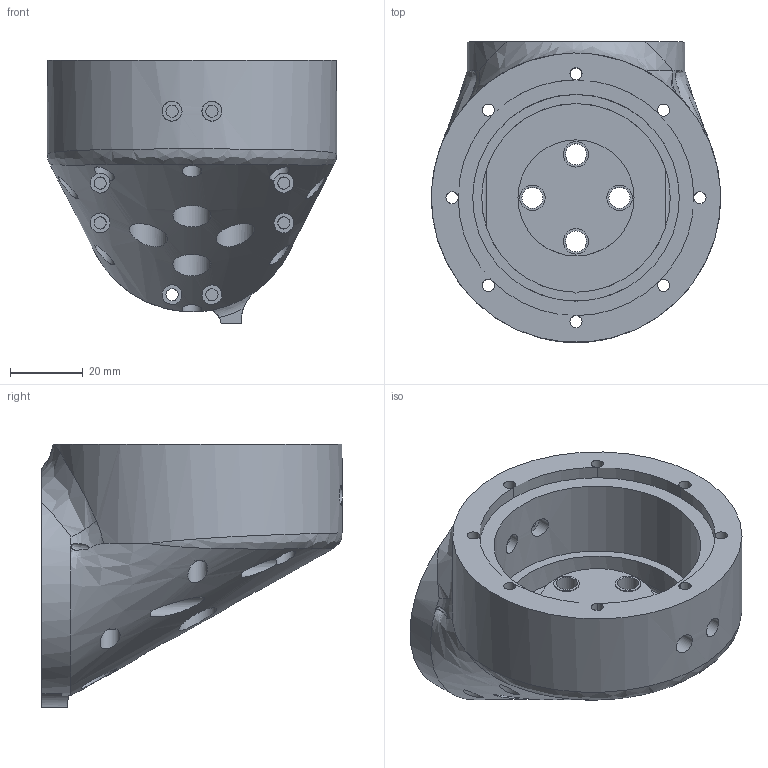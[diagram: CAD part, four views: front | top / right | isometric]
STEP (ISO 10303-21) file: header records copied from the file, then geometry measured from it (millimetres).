
FILE_DESCRIPTION(/* description */ (''),/* implementation_level */ '2;1');
FILE_NAME(/* name */ 'podstawa.step',/* time_stamp */ '2025-10-15T20:13:56+02:00',/* author */ (''),/* organization */ (''),/* preprocessor_version */ 'ST-DEVELOPER v20.1',/* originating_system */ 'Autodesk Translation Framework v14.17.0.0',/* authorisation */ '');
FILE_SCHEMA (('AUTOMOTIVE_DESIGN { 1 0 10303 214 3 1 1 }'));
Length unit declared in the file: millimetre
Products named in the file (1): Komponent programu Fusion
Bounding box: 79.79 x 82.81 x 72.73 mm (x, y, z)
Volume: 138935.7 mm3; surface area: 39406.1 mm2
Topology: 1 solids, 1 shells, 169 faces, 473 edges, 305 vertices
Faces by surface type: plane 84, cylinder 70, bspline 14, torus 1
Full cylindrical faces by diameter (mm): 3.35 x16, 5.5 x10, 5.8 x4, 7 x4, 10.5 x4, 32 x1, 57 x1
Entity records: 8165 total; most frequent: CARTESIAN_POINT 3793, ORIENTED_EDGE 948, DIRECTION 827, EDGE_CURVE 474, VERTEX_POINT 304, AXIS2_PLACEMENT_3D 303, EDGE_LOOP 230, LINE 221
